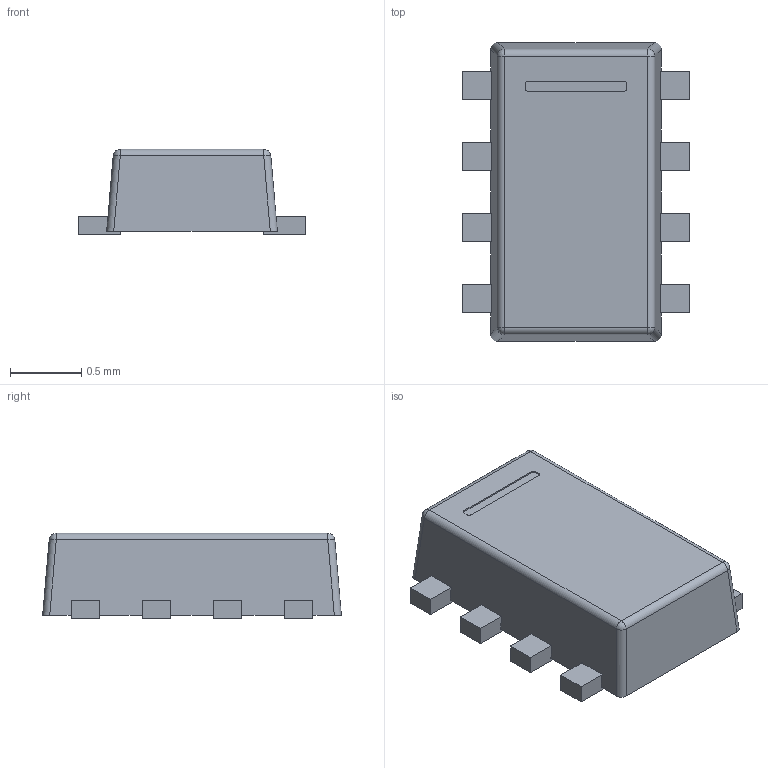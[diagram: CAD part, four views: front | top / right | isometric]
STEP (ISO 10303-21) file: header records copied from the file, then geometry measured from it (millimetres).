
FILE_DESCRIPTION(/* description */ (''),/* implementation_level */ '2;1');
FILE_NAME(/* name */ 'DRL0008A_P1line.step',/* time_stamp */ '2024-02-25T21:11:21-08:00',/* author */ (''),/* organization */ (''),/* preprocessor_version */ 'ST-DEVELOPER v20',/* originating_system */ 'Autodesk Translation Framework v12.20.1.177',/* authorisation */ '');
FILE_SCHEMA (('AUTOMOTIVE_DESIGN { 1 0 10303 214 3 1 1 }'));
Length unit declared in the file: millimetre
Products named in the file (3): DRL0008A; FRAME-DRL0008A; BODY-SOT
Assembly tree (2 placements, depth 2):
  DRL0008A
    FRAME-DRL0008A
    BODY-SOT
Bounding box: 1.6 x 2.1 x 0.6 mm (x, y, z)
Volume: 1.4 mm3; surface area: 10.4 mm2
Topology: 9 solids, 9 shells, 107 faces, 252 edges, 164 vertices
Faces by surface type: plane 91, cylinder 12, sphere 4
Entity records: 3122 total; most frequent: CARTESIAN_POINT 528, ORIENTED_EDGE 504, DIRECTION 500, EDGE_CURVE 252, LINE 228, VECTOR 228, VERTEX_POINT 164, AXIS2_PLACEMENT_3D 136
